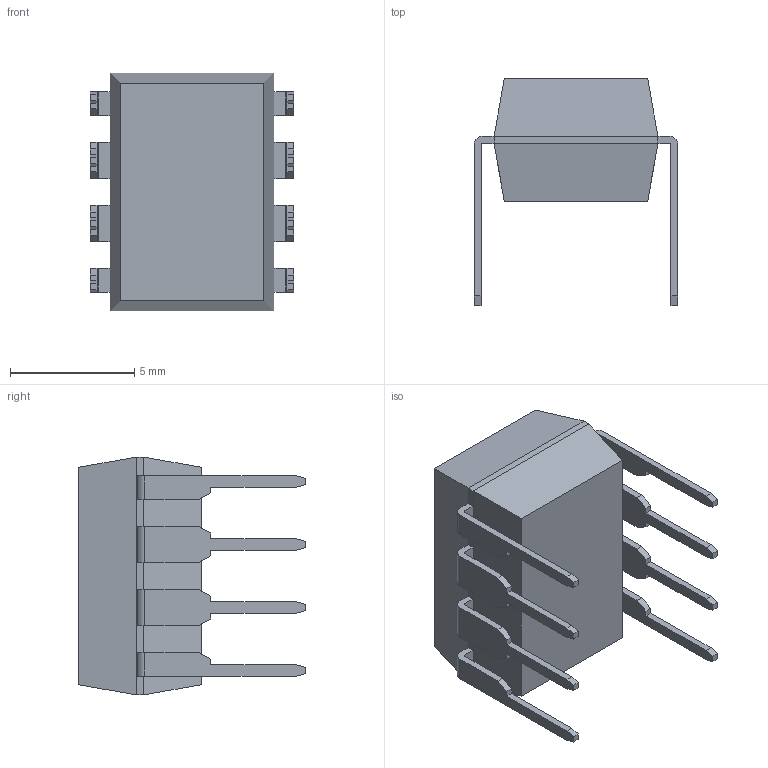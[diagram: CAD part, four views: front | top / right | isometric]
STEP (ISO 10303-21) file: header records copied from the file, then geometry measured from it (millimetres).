
FILE_DESCRIPTION (( 'STEP AP214' ), '1' );
FILE_NAME ('8-Lead PDIP_N-8.STEP', '2023-12-07T16:37:19', ( 'LENOVO' ), ( '' ), 'SwSTEP 2.0', 'SolidWorks 2021', '' );
FILE_SCHEMA (( 'AUTOMOTIVE_DESIGN' ));
Length unit declared in the file: inch
Products named in the file (1): 8-Lead PDIP_N-8
Bounding box: 8.22 x 9.14 x 9.59 mm (x, y, z)
Volume: 294.6 mm3; surface area: 389.4 mm2
Topology: 10 solids, 10 shells, 158 faces, 401 edges, 264 vertices
Faces by surface type: plane 136, cylinder 22
Entity records: 4828 total; most frequent: CARTESIAN_POINT 824, ORIENTED_EDGE 802, DIRECTION 763, EDGE_CURVE 401, LINE 357, VECTOR 357, VERTEX_POINT 264, AXIS2_PLACEMENT_3D 203
